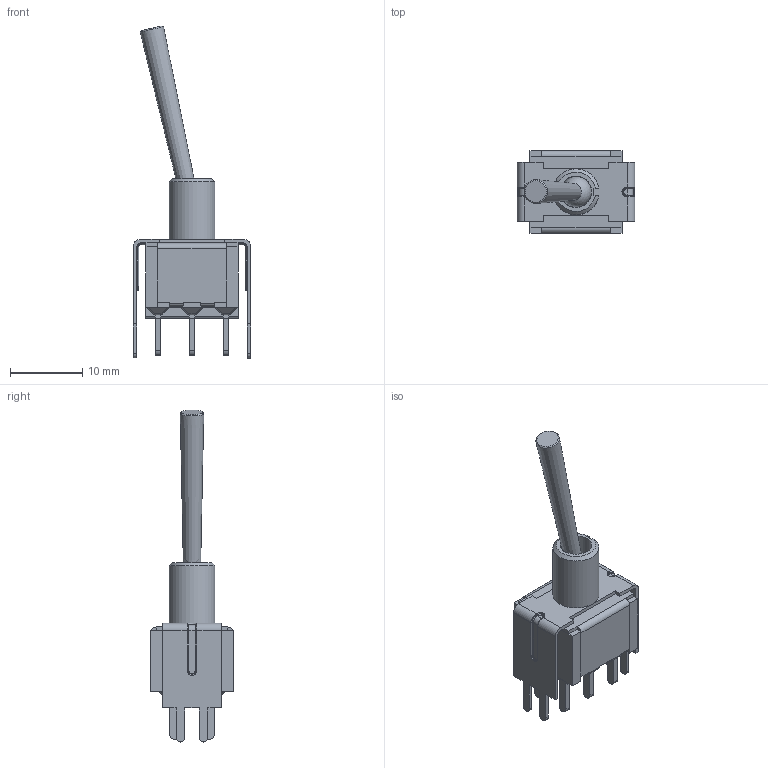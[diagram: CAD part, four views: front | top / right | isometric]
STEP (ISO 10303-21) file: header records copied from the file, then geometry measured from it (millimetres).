
FILE_DESCRIPTION(/* description */ (''),/* implementation_level */ '2;1');
FILE_NAME(/* name */ '100DPxT5B1VS2xE.stp',/* time_stamp */ '2025-04-30T16:14:21-05:00',/* author */ ('mroman'),/* organization */ (''),/* preprocessor_version */ 'ST-DEVELOPER v18.1',/* originating_system */ 'Autodesk Inventor 2022',/* authorisation */ '');
FILE_SCHEMA (('AUTOMOTIVE_DESIGN { 1 0 10303 214 3 1 1 }'));
Length unit declared in the file: inch
Products named in the file (1): 100DPxT5B1VS2xE
Bounding box: 16.26 x 11.43 x 45.81 mm (x, y, z)
Volume: 1205 mm3; surface area: 2635 mm2
Topology: 1 solids, 2 shells, 495 faces, 1273 edges, 774 vertices
Faces by surface type: plane 317, cylinder 121, torus 29, sphere 25, cone 3
Full cylindrical faces by diameter (mm): 4.35 x1
Entity records: 14706 total; most frequent: CARTESIAN_POINT 2632, DIRECTION 2521, ORIENTED_EDGE 2496, EDGE_CURVE 1248, LINE 935, VECTOR 935, AXIS2_PLACEMENT_3D 793, VERTEX_POINT 774
